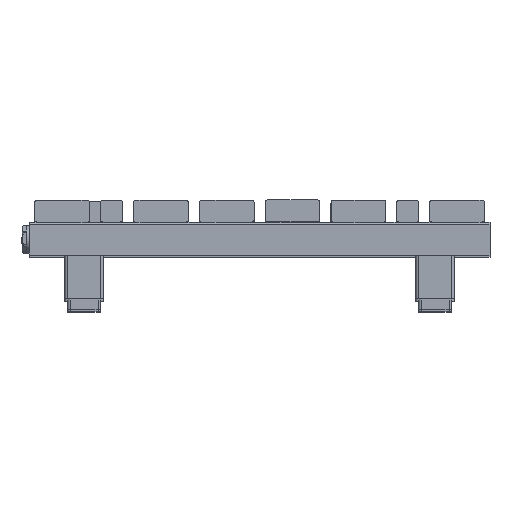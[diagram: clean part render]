
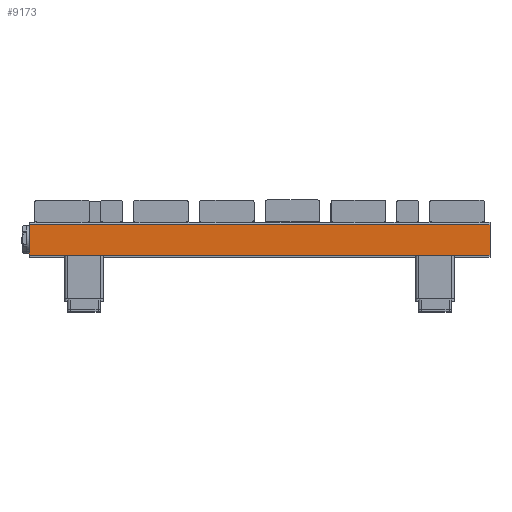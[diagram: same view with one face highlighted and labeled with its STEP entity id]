
A CAD part, top view. The second image highlights one B-rep face of the part: STEP entity #9173.
In plain terms, the highlighted planar face has unit normal (0, 0, 1).
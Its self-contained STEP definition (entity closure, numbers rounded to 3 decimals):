
#120=DIRECTION('',(1.,0.,0.));
#121=VECTOR('',#120,420.);
#122=CARTESIAN_POINT('',(5430.,-15.,1120.));
#123=LINE('',#122,#121);
#261=DIRECTION('',(0.,-1.,0.));
#262=VECTOR('',#261,27.75);
#263=CARTESIAN_POINT('',(5850.,12.75,1120.));
#264=LINE('',#263,#262);
#268=DIRECTION('',(0.,1.,0.));
#269=VECTOR('',#268,27.75);
#270=CARTESIAN_POINT('',(5430.,-15.,1120.));
#271=LINE('',#270,#269);
#275=DIRECTION('',(1.,0.,0.));
#276=VECTOR('',#275,420.);
#277=CARTESIAN_POINT('',(5430.,12.75,1120.));
#278=LINE('',#277,#276);
#7886=CARTESIAN_POINT('',(5430.,12.75,1120.));
#7888=VERTEX_POINT('',#7886);
#7894=CARTESIAN_POINT('',(5850.,12.75,1120.));
#7896=VERTEX_POINT('',#7894);
#8511=CARTESIAN_POINT('',(5850.,-15.,1120.));
#8513=VERTEX_POINT('',#8511);
#8517=CARTESIAN_POINT('',(5430.,-15.,1120.));
#8518=VERTEX_POINT('',#8517);
#9161=CARTESIAN_POINT('',(0.,12.75,1120.));
#9162=DIRECTION('',(0.,0.,1.));
#9163=DIRECTION('',(0.,-1.,0.));
#9164=AXIS2_PLACEMENT_3D('',#9161,#9162,#9163);
#9165=PLANE('',#9164);
#9166=ORIENTED_EDGE('',*,*,#9076,.T.);
#9167=ORIENTED_EDGE('',*,*,#9028,.F.);
#9168=ORIENTED_EDGE('',*,*,#9130,.T.);
#9170=ORIENTED_EDGE('',*,*,#9169,.T.);
#9171=EDGE_LOOP('',(#9166,#9167,#9168,#9170));
#9172=FACE_OUTER_BOUND('',#9171,.F.);
#9028=EDGE_CURVE('',#8518,#8513,#123,.T.);
#9076=EDGE_CURVE('',#7896,#8513,#264,.T.);
#9130=EDGE_CURVE('',#8518,#7888,#271,.T.);
#9169=EDGE_CURVE('',#7888,#7896,#278,.T.);
#9173=ADVANCED_FACE('',(#9172),#9165,.T.);
